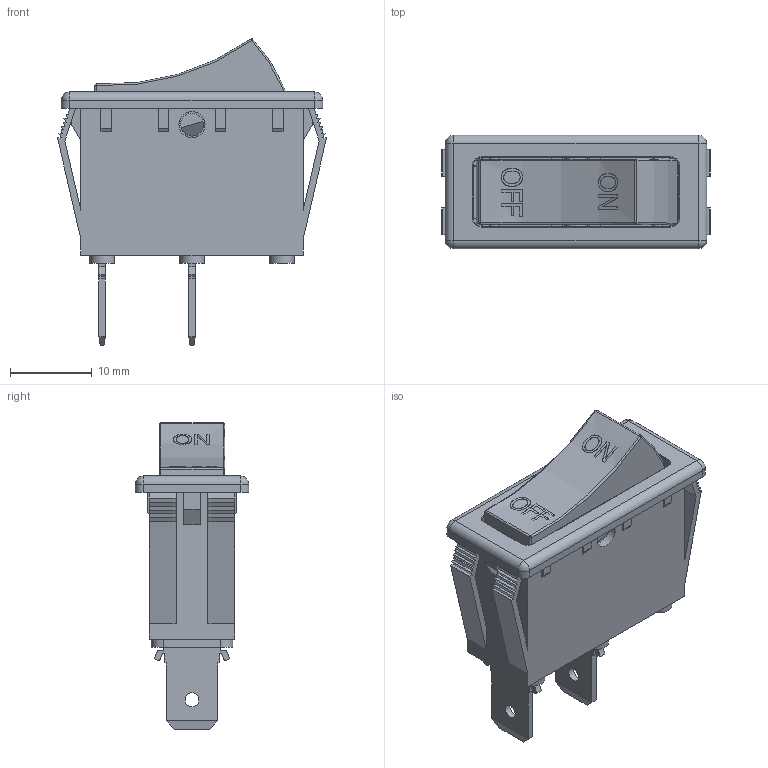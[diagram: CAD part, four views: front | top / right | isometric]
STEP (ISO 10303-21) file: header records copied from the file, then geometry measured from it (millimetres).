
FILE_DESCRIPTION(/* description */ (''),/* implementation_level */ '2;1');
FILE_NAME(/* name */ 'RB141Dxxx3.stp',/* time_stamp */ '2025-06-03T09:17:23-05:00',/* author */ ('mroman'),/* organization */ (''),/* preprocessor_version */ 'ST-DEVELOPER v18.1',/* originating_system */ 'Autodesk Inventor 2022',/* authorisation */ '');
FILE_SCHEMA (('AUTOMOTIVE_DESIGN { 1 0 10303 214 3 1 1 }'));
Length unit declared in the file: centimetre
Products named in the file (1): RB141Dxxx3
Bounding box: 32.94 x 13.9 x 37.5 mm (x, y, z)
Volume: 3912.5 mm3; surface area: 6183.6 mm2
Topology: 1 solids, 1 shells, 413 faces, 1172 edges, 758 vertices
Faces by surface type: plane 305, cylinder 60, bspline 30, torus 10, sphere 8
Full cylindrical faces by diameter (mm): 1.7 x2, 2.8 x2, 3.2 x2
Entity records: 20086 total; most frequent: CARTESIAN_POINT 9457, ORIENTED_EDGE 2336, DIRECTION 1986, EDGE_CURVE 1168, LINE 926, VECTOR 926, VERTEX_POINT 758, AXIS2_PLACEMENT_3D 530
